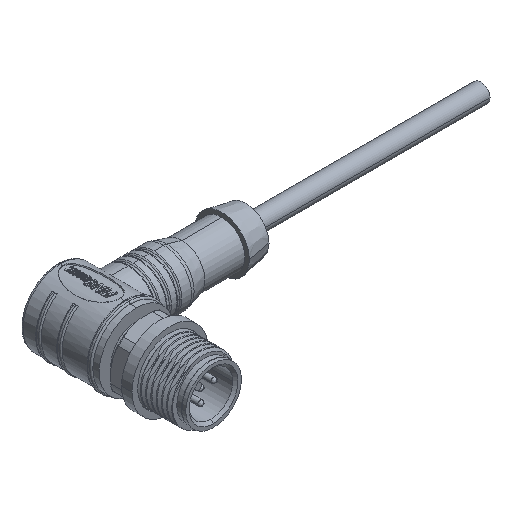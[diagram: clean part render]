
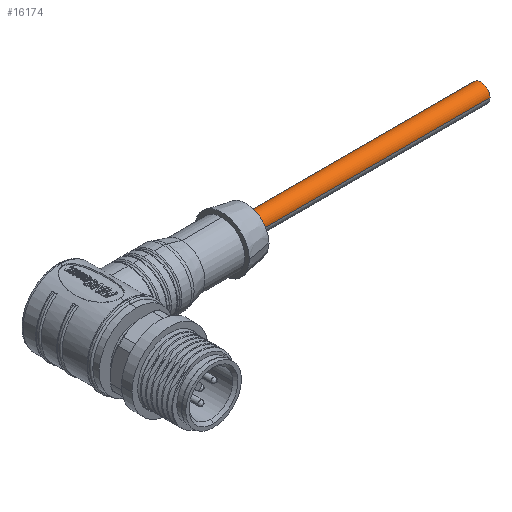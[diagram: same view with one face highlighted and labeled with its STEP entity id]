
A CAD part, isometric view. The second image highlights one B-rep face of the part: STEP entity #16174.
In plain terms, the highlighted cylindrical face has radius 1.75 mm (diameter 3.5 mm), a partial arc.
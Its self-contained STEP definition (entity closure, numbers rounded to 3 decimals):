
#1533 = ORIENTED_EDGE ( 'NONE', *, *, #2808, .F. ) ;
#2478 = VERTEX_POINT ( 'NONE', #19706 ) ;
#2808 = EDGE_CURVE ( 'NONE', #4653, #7810, #23518, .T. ) ;
#3160 = CIRCLE ( 'NONE', #19012, 1.75 ) ;
#4653 = VERTEX_POINT ( 'NONE', #12024 ) ;
#5649 = EDGE_CURVE ( 'NONE', #4653, #2478, #3160, .T. ) ;
#6295 = CARTESIAN_POINT ( 'NONE',  ( 75.4, 9.598, 0. ) ) ;
#7533 = AXIS2_PLACEMENT_3D ( 'NONE', #21443, #10234, #23337 ) ;
#7551 = CYLINDRICAL_SURFACE ( 'NONE', #20983, 1.75 ) ;
#7727 = VERTEX_POINT ( 'NONE', #8198 ) ;
#7810 = VERTEX_POINT ( 'NONE', #8496 ) ;
#7916 = CIRCLE ( 'NONE', #7533, 1.75 ) ;
#8128 = DIRECTION ( 'NONE',  ( 0., -1., 0. ) ) ;
#8198 = CARTESIAN_POINT ( 'NONE',  ( 30.4, 11.348, 0. ) ) ;
#8496 = CARTESIAN_POINT ( 'NONE',  ( 30.4, 7.848, 0. ) ) ;
#8537 = DIRECTION ( 'NONE',  ( -1., 0., 0. ) ) ;
#10234 = DIRECTION ( 'NONE',  ( 1., 0., 0. ) ) ;
#12024 = CARTESIAN_POINT ( 'NONE',  ( 75.4, 7.848, 0. ) ) ;
#12059 = EDGE_CURVE ( 'NONE', #7727, #7810, #7916, .T. ) ;
#12546 = EDGE_LOOP ( 'NONE', ( #15550, #14238, #14277, #1533 ) ) ;
#14238 = ORIENTED_EDGE ( 'NONE', *, *, #21130, .T. ) ;
#14277 = ORIENTED_EDGE ( 'NONE', *, *, #12059, .T. ) ;
#15550 = ORIENTED_EDGE ( 'NONE', *, *, #5649, .T. ) ;
#16174 = ADVANCED_FACE ( 'NONE', ( #17991 ), #7551, .T. ) ;
#16181 = DIRECTION ( 'NONE',  ( -1., 0., 0. ) ) ;
#16202 = CARTESIAN_POINT ( 'NONE',  ( 75.4, 9.598, 0. ) ) ;
#16211 = CARTESIAN_POINT ( 'NONE',  ( 75.4, 7.848, 0. ) ) ;
#17804 = CARTESIAN_POINT ( 'NONE',  ( 75.4, 11.348, 0. ) ) ;
#17991 = FACE_OUTER_BOUND ( 'NONE', #12546, .T. ) ;
#19012 = AXIS2_PLACEMENT_3D ( 'NONE', #6295, #19303, #8128 ) ;
#19303 = DIRECTION ( 'NONE',  ( -1., 0., 0. ) ) ;
#19418 = VECTOR ( 'NONE', #8537, 1000. ) ;
#19706 = CARTESIAN_POINT ( 'NONE',  ( 75.4, 11.348, 0. ) ) ;
#20594 = LINE ( 'NONE', #17804, #19418 ) ;
#20983 = AXIS2_PLACEMENT_3D ( 'NONE', #16202, #23807, #21852 ) ;
#21130 = EDGE_CURVE ( 'NONE', #2478, #7727, #20594, .T. ) ;
#21443 = CARTESIAN_POINT ( 'NONE',  ( 30.4, 9.598, 0. ) ) ;
#21852 = DIRECTION ( 'NONE',  ( 0., -1., 0. ) ) ;
#23337 = DIRECTION ( 'NONE',  ( 0., -1., 0. ) ) ;
#23518 = LINE ( 'NONE', #16211, #23605 ) ;
#23605 = VECTOR ( 'NONE', #16181, 1000. ) ;
#23807 = DIRECTION ( 'NONE',  ( -1., 0., 0. ) ) ;
